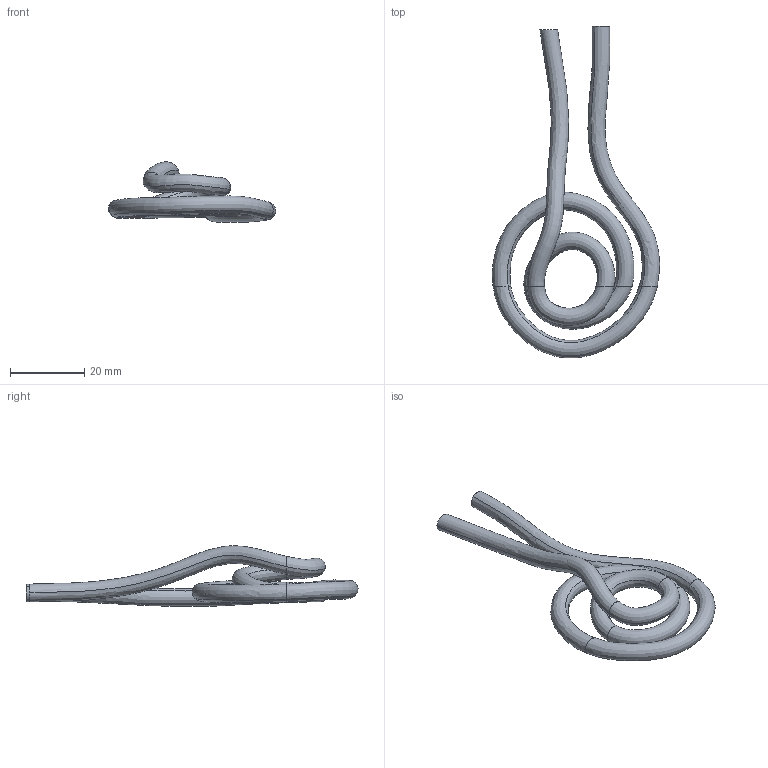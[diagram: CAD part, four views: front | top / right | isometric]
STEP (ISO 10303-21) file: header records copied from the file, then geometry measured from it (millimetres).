
FILE_DESCRIPTION(('STEP AP203'),'1');
FILE_NAME('HIVE_coil.STEP','2021-11-16T10:12:46',(' '),(' '),'Spatial InterOp 3D',' ',' ');
FILE_SCHEMA(('CONFIG_CONTROL_DESIGN'));
Length unit declared in the file: millimetre
Products named in the file (1): 1
Bounding box: 44.97 x 89.25 x 16.27 mm (x, y, z)
Volume: 6326.5 mm3; surface area: 5609.9 mm2
Topology: 7 solids, 7 shells, 28 faces, 42 edges, 28 vertices
Faces by surface type: plane 14, bspline 14
Entity records: 8276 total; most frequent: CARTESIAN_POINT 7827, ORIENTED_EDGE 84, DIRECTION 46, EDGE_CURVE 42, B_SPLINE_CURVE_WITH_KNOTS 40, ADVANCED_FACE 28, FACE_OUTER_BOUND 28, EDGE_LOOP 28
